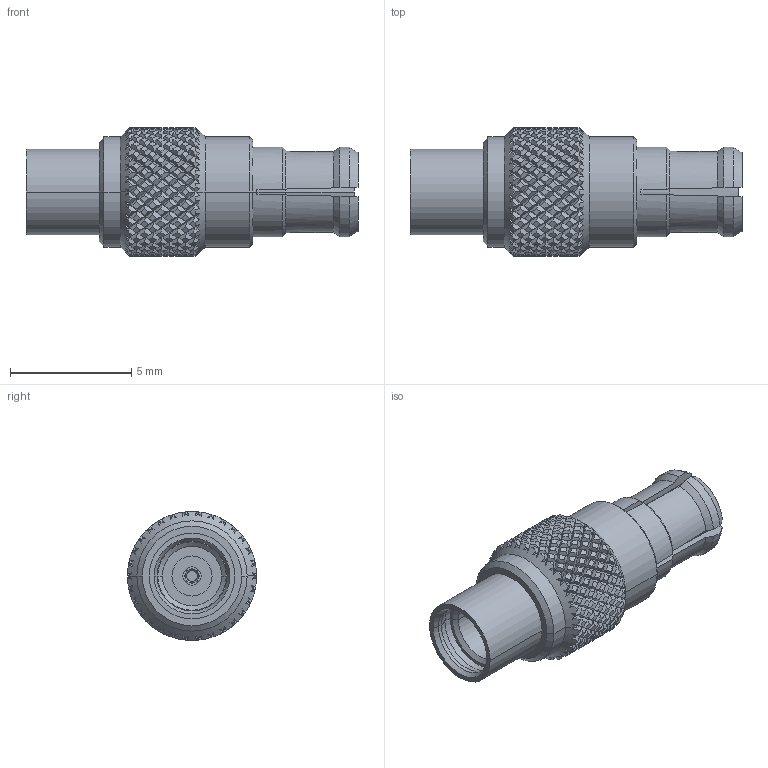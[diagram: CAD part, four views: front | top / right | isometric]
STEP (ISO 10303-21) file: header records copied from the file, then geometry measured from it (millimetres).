
FILE_DESCRIPTION (( 'STEP AP203' ), '1' );
FILE_NAME ('FMAD1315_3D.STEP', '2022-03-18T19:47:55', ( '' ), ( '' ), 'SwSTEP 2.0', 'SolidWorks 2021', '' );
FILE_SCHEMA (( 'CONFIG_CONTROL_DESIGN' ));
Length unit declared in the file: inch
Products named in the file (1): FMAD1315_3D
Bounding box: 13.67 x 5.31 x 5.31 mm (x, y, z)
Volume: 156.8 mm3; surface area: 370.4 mm2
Topology: 1 solids, 1 shells, 1594 faces, 3364 edges, 1782 vertices
Faces by surface type: bspline 1200, cylinder 312, plane 48, cone 34
Entity records: 59695 total; most frequent: CARTESIAN_POINT 38853, ORIENTED_EDGE 6728, EDGE_CURVE 3364, VERTEX_POINT 1782, EDGE_LOOP 1604, ADVANCED_FACE 1594, FACE_OUTER_BOUND 1594, B_SPLINE_CURVE_WITH_KNOTS 1412
